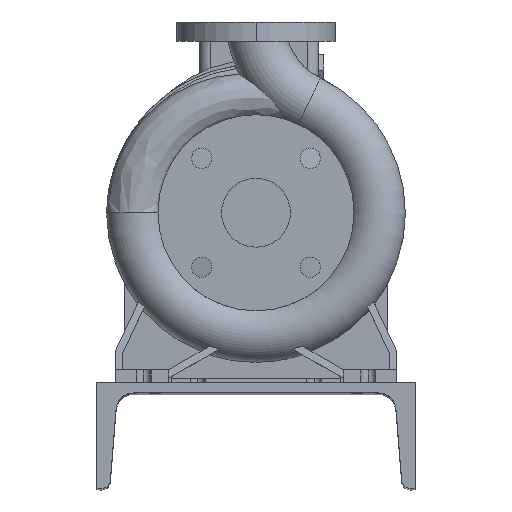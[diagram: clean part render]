
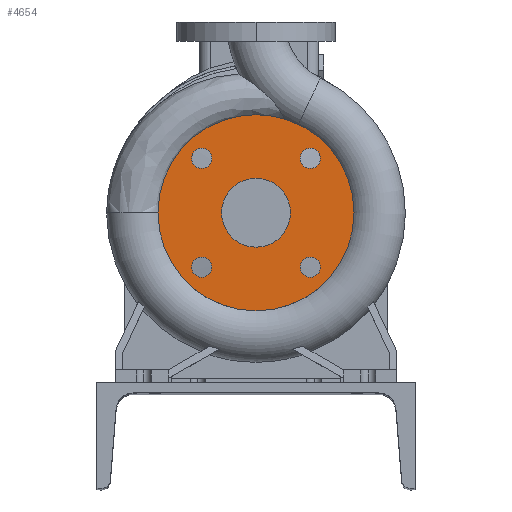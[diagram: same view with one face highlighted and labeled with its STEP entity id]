
A CAD part, top view. The second image highlights one B-rep face of the part: STEP entity #4654.
In plain terms, the highlighted planar face has unit normal (0, 0, 1).
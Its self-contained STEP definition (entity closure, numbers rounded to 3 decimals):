
#81 = EDGE_LOOP ( 'NONE', ( #17459, #1831 ) ) ;
#161 = AXIS2_PLACEMENT_3D ( 'NONE', #12823, #16109, #8307 ) ;
#186 = CIRCLE ( 'NONE', #14280, 9.5 ) ;
#587 = CARTESIAN_POINT ( 'NONE',  ( 0., 0., 100. ) ) ;
#688 = EDGE_CURVE ( 'NONE', #15375, #19896, #5786, .T. ) ;
#761 = AXIS2_PLACEMENT_3D ( 'NONE', #10262, #8722, #16521 ) ;
#814 = EDGE_CURVE ( 'NONE', #17588, #15018, #10709, .T. ) ;
#1226 = ORIENTED_EDGE ( 'NONE', *, *, #7499, .F. ) ;
#1308 = CARTESIAN_POINT ( 'NONE',  ( 0., -32.5, 100. ) ) ;
#1331 = PLANE ( 'NONE',  #9196 ) ;
#1351 = EDGE_CURVE ( 'NONE', #19238, #2872, #20226, .T. ) ;
#1659 = CIRCLE ( 'NONE', #14759, 92.5 ) ;
#1831 = ORIENTED_EDGE ( 'NONE', *, *, #4229, .F. ) ;
#2073 = DIRECTION ( 'NONE',  ( 0., 0., 1. ) ) ;
#2304 = DIRECTION ( 'NONE',  ( 1., 0., 0. ) ) ;
#2324 = EDGE_LOOP ( 'NONE', ( #17755, #9994 ) ) ;
#2530 = EDGE_LOOP ( 'NONE', ( #11680, #8871 ) ) ;
#2671 = EDGE_CURVE ( 'NONE', #8470, #14801, #8148, .T. ) ;
#2872 = VERTEX_POINT ( 'NONE', #6066 ) ;
#2972 = CARTESIAN_POINT ( 'NONE',  ( 0., 92.5, 100. ) ) ;
#3143 = DIRECTION ( 'NONE',  ( 0., 0., 1. ) ) ;
#3156 = DIRECTION ( 'NONE',  ( 0., 0., 1. ) ) ;
#3612 = CIRCLE ( 'NONE', #14104, 9.5 ) ;
#3848 = DIRECTION ( 'NONE',  ( 0., 0., 1. ) ) ;
#4229 = EDGE_CURVE ( 'NONE', #15486, #19432, #3612, .T. ) ;
#4515 = FACE_BOUND ( 'NONE', #81, .T. ) ;
#4615 = FACE_OUTER_BOUND ( 'NONE', #2530, .T. ) ;
#4654 = ADVANCED_FACE ( 'NONE', ( #10962, #4615, #18752, #13850, #4515, #17023 ), #1331, .F. ) ;
#4879 = EDGE_CURVE ( 'NONE', #2872, #19238, #16361, .T. ) ;
#4980 = ORIENTED_EDGE ( 'NONE', *, *, #17859, .F. ) ;
#5099 = DIRECTION ( 'NONE',  ( 0., -1., 0. ) ) ;
#5273 = CARTESIAN_POINT ( 'NONE',  ( -51.265, 60.765, 100. ) ) ;
#5669 = ORIENTED_EDGE ( 'NONE', *, *, #12883, .F. ) ;
#5786 = CIRCLE ( 'NONE', #18232, 9.5 ) ;
#5979 = EDGE_CURVE ( 'NONE', #15018, #17588, #1659, .T. ) ;
#6024 = CARTESIAN_POINT ( 'NONE',  ( 51.265, -60.765, 100. ) ) ;
#6066 = CARTESIAN_POINT ( 'NONE',  ( 41.765, 51.265, 100. ) ) ;
#6129 = DIRECTION ( 'NONE',  ( 0., -1., 0. ) ) ;
#6469 = DIRECTION ( 'NONE',  ( 0., -1., 0. ) ) ;
#6630 = EDGE_LOOP ( 'NONE', ( #4980, #14719 ) ) ;
#6791 = DIRECTION ( 'NONE',  ( 0., -1., 0. ) ) ;
#6995 = AXIS2_PLACEMENT_3D ( 'NONE', #19852, #13717, #10534 ) ;
#7490 = EDGE_LOOP ( 'NONE', ( #14234, #16239 ) ) ;
#7499 = EDGE_CURVE ( 'NONE', #15792, #11174, #13525, .T. ) ;
#8148 = CIRCLE ( 'NONE', #10116, 32.5 ) ;
#8307 = DIRECTION ( 'NONE',  ( 0., -1., 0. ) ) ;
#8461 = CARTESIAN_POINT ( 'NONE',  ( 51.265, 51.265, 100. ) ) ;
#8470 = VERTEX_POINT ( 'NONE', #17300 ) ;
#8722 = DIRECTION ( 'NONE',  ( 0., 0., 1. ) ) ;
#8871 = ORIENTED_EDGE ( 'NONE', *, *, #814, .T. ) ;
#8938 = CARTESIAN_POINT ( 'NONE',  ( -51.265, 51.265, 100. ) ) ;
#9041 = DIRECTION ( 'NONE',  ( 0., 0., 1. ) ) ;
#9196 = AXIS2_PLACEMENT_3D ( 'NONE', #2972, #15579, #9428 ) ;
#9221 = DIRECTION ( 'NONE',  ( 0., 0., 1. ) ) ;
#9330 = CARTESIAN_POINT ( 'NONE',  ( -51.265, -41.765, 100. ) ) ;
#9428 = DIRECTION ( 'NONE',  ( 0., 1., 0. ) ) ;
#9533 = EDGE_LOOP ( 'NONE', ( #1226, #5669 ) ) ;
#9621 = CARTESIAN_POINT ( 'NONE',  ( 0., 0., 100. ) ) ;
#9939 = CARTESIAN_POINT ( 'NONE',  ( 51.265, -41.765, 100. ) ) ;
#9994 = ORIENTED_EDGE ( 'NONE', *, *, #2671, .F. ) ;
#10024 = CARTESIAN_POINT ( 'NONE',  ( 0., 92.5, 100. ) ) ;
#10116 = AXIS2_PLACEMENT_3D ( 'NONE', #13258, #2073, #6791 ) ;
#10262 = CARTESIAN_POINT ( 'NONE',  ( 51.265, -51.265, 100. ) ) ;
#10397 = DIRECTION ( 'NONE',  ( 0., 0., 1. ) ) ;
#10534 = DIRECTION ( 'NONE',  ( 0., -1., 0. ) ) ;
#10709 = CIRCLE ( 'NONE', #17604, 92.5 ) ;
#10738 = DIRECTION ( 'NONE',  ( 1., 0., 0. ) ) ;
#10962 = FACE_BOUND ( 'NONE', #2324, .T. ) ;
#10988 = CARTESIAN_POINT ( 'NONE',  ( -51.265, -51.265, 100. ) ) ;
#11174 = VERTEX_POINT ( 'NONE', #9939 ) ;
#11227 = CARTESIAN_POINT ( 'NONE',  ( -51.265, 51.265, 100. ) ) ;
#11312 = CARTESIAN_POINT ( 'NONE',  ( -51.265, 41.765, 100. ) ) ;
#11680 = ORIENTED_EDGE ( 'NONE', *, *, #5979, .T. ) ;
#11856 = CARTESIAN_POINT ( 'NONE',  ( 0., -92.5, 100. ) ) ;
#12100 = AXIS2_PLACEMENT_3D ( 'NONE', #15765, #3143, #10738 ) ;
#12597 = DIRECTION ( 'NONE',  ( 0., -1., 0. ) ) ;
#12628 = DIRECTION ( 'NONE',  ( 0., 0., 1. ) ) ;
#12823 = CARTESIAN_POINT ( 'NONE',  ( 51.265, -51.265, 100. ) ) ;
#12883 = EDGE_CURVE ( 'NONE', #11174, #15792, #13253, .T. ) ;
#13035 = AXIS2_PLACEMENT_3D ( 'NONE', #8461, #10397, #2304 ) ;
#13253 = CIRCLE ( 'NONE', #161, 9.5 ) ;
#13258 = CARTESIAN_POINT ( 'NONE',  ( 0., 0., 100. ) ) ;
#13356 = AXIS2_PLACEMENT_3D ( 'NONE', #11227, #3848, #16256 ) ;
#13525 = CIRCLE ( 'NONE', #761, 9.5 ) ;
#13580 = EDGE_CURVE ( 'NONE', #14801, #8470, #15879, .T. ) ;
#13717 = DIRECTION ( 'NONE',  ( 0., 0., 1. ) ) ;
#13850 = FACE_BOUND ( 'NONE', #6630, .T. ) ;
#14104 = AXIS2_PLACEMENT_3D ( 'NONE', #10988, #12628, #6469 ) ;
#14107 = CARTESIAN_POINT ( 'NONE',  ( -51.265, -60.765, 100. ) ) ;
#14234 = ORIENTED_EDGE ( 'NONE', *, *, #1351, .F. ) ;
#14280 = AXIS2_PLACEMENT_3D ( 'NONE', #14521, #9221, #6129 ) ;
#14521 = CARTESIAN_POINT ( 'NONE',  ( -51.265, -51.265, 100. ) ) ;
#14719 = ORIENTED_EDGE ( 'NONE', *, *, #688, .F. ) ;
#14759 = AXIS2_PLACEMENT_3D ( 'NONE', #9621, #3156, #12597 ) ;
#14801 = VERTEX_POINT ( 'NONE', #1308 ) ;
#15018 = VERTEX_POINT ( 'NONE', #11856 ) ;
#15375 = VERTEX_POINT ( 'NONE', #5273 ) ;
#15486 = VERTEX_POINT ( 'NONE', #9330 ) ;
#15579 = DIRECTION ( 'NONE',  ( 0., 0., -1. ) ) ;
#15765 = CARTESIAN_POINT ( 'NONE',  ( 51.265, 51.265, 100. ) ) ;
#15792 = VERTEX_POINT ( 'NONE', #6024 ) ;
#15879 = CIRCLE ( 'NONE', #6995, 32.5 ) ;
#16109 = DIRECTION ( 'NONE',  ( 0., 0., 1. ) ) ;
#16239 = ORIENTED_EDGE ( 'NONE', *, *, #4879, .F. ) ;
#16256 = DIRECTION ( 'NONE',  ( 0., -1., 0. ) ) ;
#16309 = EDGE_CURVE ( 'NONE', #19432, #15486, #186, .T. ) ;
#16361 = CIRCLE ( 'NONE', #12100, 9.5 ) ;
#16521 = DIRECTION ( 'NONE',  ( 0., -1., 0. ) ) ;
#16956 = CIRCLE ( 'NONE', #13356, 9.5 ) ;
#17023 = FACE_BOUND ( 'NONE', #9533, .T. ) ;
#17300 = CARTESIAN_POINT ( 'NONE',  ( 0., 32.5, 100. ) ) ;
#17311 = DIRECTION ( 'NONE',  ( 0., -1., 0. ) ) ;
#17459 = ORIENTED_EDGE ( 'NONE', *, *, #16309, .F. ) ;
#17588 = VERTEX_POINT ( 'NONE', #10024 ) ;
#17604 = AXIS2_PLACEMENT_3D ( 'NONE', #587, #19141, #5099 ) ;
#17755 = ORIENTED_EDGE ( 'NONE', *, *, #13580, .F. ) ;
#17859 = EDGE_CURVE ( 'NONE', #19896, #15375, #16956, .T. ) ;
#18232 = AXIS2_PLACEMENT_3D ( 'NONE', #8938, #9041, #17311 ) ;
#18752 = FACE_BOUND ( 'NONE', #7490, .T. ) ;
#19141 = DIRECTION ( 'NONE',  ( 0., 0., 1. ) ) ;
#19238 = VERTEX_POINT ( 'NONE', #19830 ) ;
#19432 = VERTEX_POINT ( 'NONE', #14107 ) ;
#19830 = CARTESIAN_POINT ( 'NONE',  ( 60.765, 51.265, 100. ) ) ;
#19852 = CARTESIAN_POINT ( 'NONE',  ( 0., 0., 100. ) ) ;
#19896 = VERTEX_POINT ( 'NONE', #11312 ) ;
#20226 = CIRCLE ( 'NONE', #13035, 9.5 ) ;
